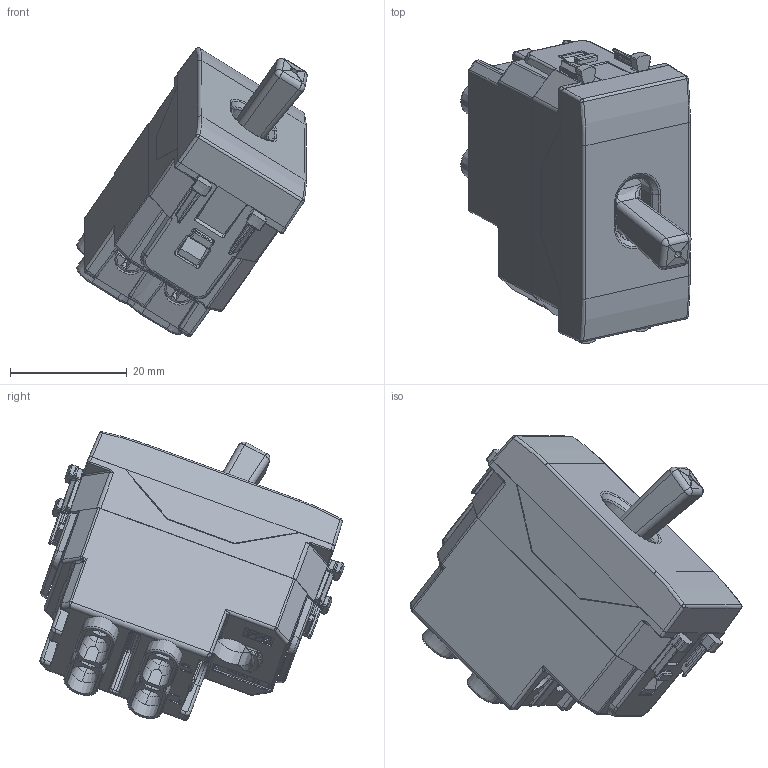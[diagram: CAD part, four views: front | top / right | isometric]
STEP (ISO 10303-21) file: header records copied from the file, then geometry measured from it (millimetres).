
FILE_DESCRIPTION(('CATIA V5 STEP Exchange'),'2;1');
FILE_NAME('441010LV_20A.stp','2024-02-15T10:07:11+00:00',('none'),('none'),'CATIA Version 5-6 Release 2016 SP6','CATIA V5 STEP AP203','none');
FILE_SCHEMA(('CONFIG_CONTROL_DESIGN'));
Products named in the file (1): 441010LV_20A
Assembly tree (18 placements, depth 2):
  441010LV_20A
    #57
    #39609  x4
    #41522  x2
    #42388
    #90624
    #95187
    #104647
    #106814
    #115066  x2
    #116753  x2
    #117798  x2
Bounding box: 39.5 x 52.17 x 49.5 mm (x, y, z)
Volume: 16253 mm3; surface area: 26397.6 mm2
Topology: 20 solids, 20 shells, 3417 faces, 9176 edges, 5667 vertices
Faces by surface type: plane 1652, cylinder 991, bspline 305, cone 218, torus 115, sphere 114, extrusion 18, revolution 4
Entity records: 119372 total; most frequent: CARTESIAN_POINT 52440, ORIENTED_EDGE 16216, DIRECTION 9742, EDGE_CURVE 8108, VERTEX_POINT 5068, VECTOR 4150, LINE 4132, AXIS2_PLACEMENT_3D 3313
